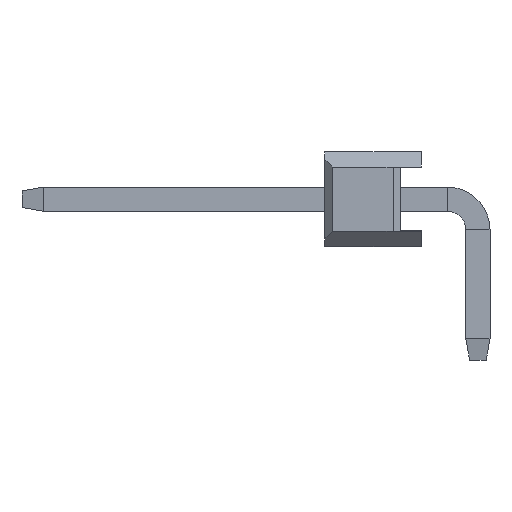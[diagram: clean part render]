
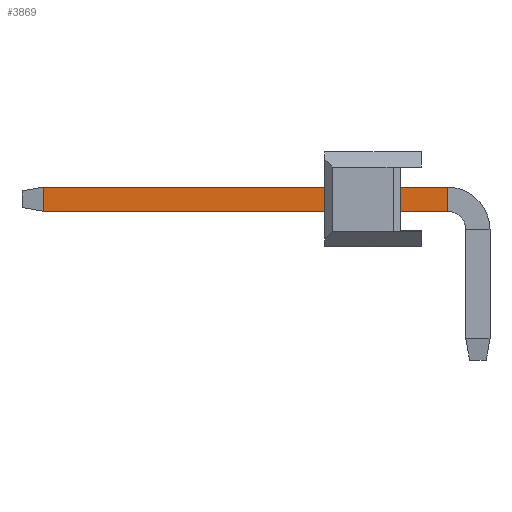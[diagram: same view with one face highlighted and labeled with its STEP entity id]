
A CAD part, left-side view. The second image highlights one B-rep face of the part: STEP entity #3869.
In plain terms, the highlighted planar face has unit normal (-1, 0, 0).
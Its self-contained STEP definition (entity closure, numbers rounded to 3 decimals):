
#199 = VERTEX_POINT ( 'NONE', #2569 ) ;
#334 = ORIENTED_EDGE ( 'NONE', *, *, #831, .T. ) ;
#407 = ORIENTED_EDGE ( 'NONE', *, *, #9870, .T. ) ;
#808 = CARTESIAN_POINT ( 'NONE',  ( -18.1, 10.54, 0.32 ) ) ;
#831 = EDGE_CURVE ( 'NONE', #2323, #199, #6627, .T. ) ;
#1272 = EDGE_CURVE ( 'NONE', #9409, #2323, #9479, .T. ) ;
#1406 = EDGE_LOOP ( 'NONE', ( #2159, #407, #10469, #334 ) ) ;
#1510 = EDGE_CURVE ( 'NONE', #4931, #199, #2229, .T. ) ;
#2159 = ORIENTED_EDGE ( 'NONE', *, *, #1510, .F. ) ;
#2229 = LINE ( 'NONE', #3454, #4446 ) ;
#2323 = VERTEX_POINT ( 'NONE', #4628 ) ;
#2569 = CARTESIAN_POINT ( 'NONE',  ( -18.1, -0.7, 0.32 ) ) ;
#3321 = PLANE ( 'NONE',  #7041 ) ;
#3454 = CARTESIAN_POINT ( 'NONE',  ( -18.1, 10.54, 0.32 ) ) ;
#3733 = CARTESIAN_POINT ( 'NONE',  ( -18.1, 10.54, -0.32 ) ) ;
#3869 = ADVANCED_FACE ( 'NONE', ( #9879 ), #3321, .F. ) ;
#4163 = DIRECTION ( 'NONE',  ( 0., 0., -1. ) ) ;
#4339 = CARTESIAN_POINT ( 'NONE',  ( -18.1, 9.973, -0.32 ) ) ;
#4446 = VECTOR ( 'NONE', #8425, 1000. ) ;
#4543 = DIRECTION ( 'NONE',  ( 0., -1., 0. ) ) ;
#4628 = CARTESIAN_POINT ( 'NONE',  ( -18.1, -0.7, -0.32 ) ) ;
#4676 = VECTOR ( 'NONE', #5157, 1000. ) ;
#4916 = CARTESIAN_POINT ( 'NONE',  ( -18.1, 9.973, -0.32 ) ) ;
#4931 = VERTEX_POINT ( 'NONE', #10227 ) ;
#5157 = DIRECTION ( 'NONE',  ( 0., 0., -1. ) ) ;
#6627 = LINE ( 'NONE', #9733, #9099 ) ;
#7041 = AXIS2_PLACEMENT_3D ( 'NONE', #808, #9134, #4163 ) ;
#7132 = LINE ( 'NONE', #4339, #4676 ) ;
#7247 = VECTOR ( 'NONE', #4543, 1000. ) ;
#8425 = DIRECTION ( 'NONE',  ( 0., -1., 0. ) ) ;
#9099 = VECTOR ( 'NONE', #9664, 1000. ) ;
#9134 = DIRECTION ( 'NONE',  ( 1., 0., 0. ) ) ;
#9409 = VERTEX_POINT ( 'NONE', #4916 ) ;
#9479 = LINE ( 'NONE', #3733, #7247 ) ;
#9664 = DIRECTION ( 'NONE',  ( 0., 0., 1. ) ) ;
#9733 = CARTESIAN_POINT ( 'NONE',  ( -18.1, -0.7, 0.32 ) ) ;
#9870 = EDGE_CURVE ( 'NONE', #4931, #9409, #7132, .T. ) ;
#9879 = FACE_OUTER_BOUND ( 'NONE', #1406, .T. ) ;
#10227 = CARTESIAN_POINT ( 'NONE',  ( -18.1, 9.973, 0.32 ) ) ;
#10469 = ORIENTED_EDGE ( 'NONE', *, *, #1272, .T. ) ;
